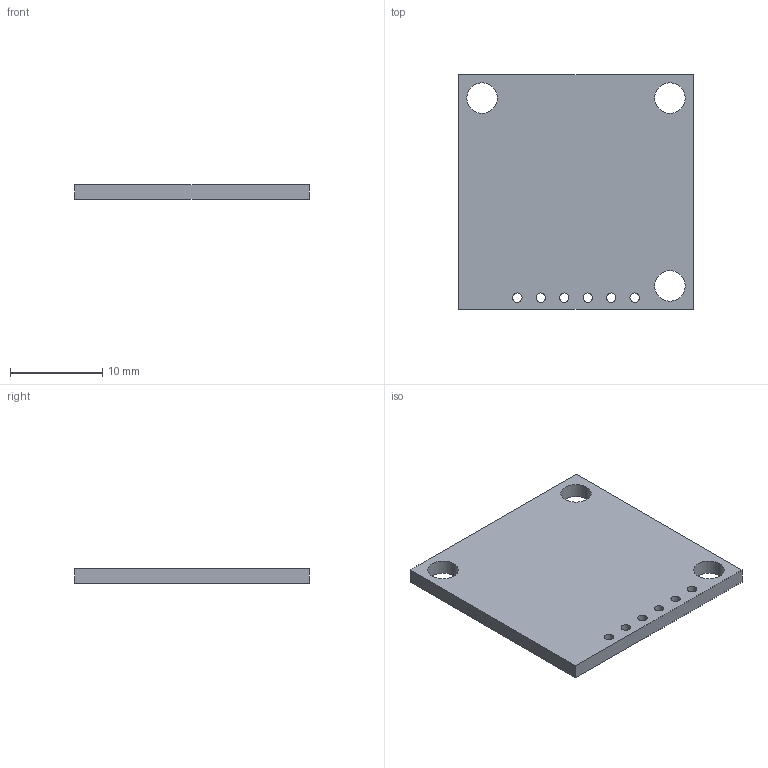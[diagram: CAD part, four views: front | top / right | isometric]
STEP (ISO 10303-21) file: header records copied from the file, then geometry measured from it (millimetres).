
FILE_DESCRIPTION(('KiCad electronic assembly'),'2;1');
FILE_NAME('kicadBoard.step','2022-11-07T14:28:24',('Pcbnew'),('Kicad'), 'Open CASCADE STEP processor 7.6','KiCad to STEP converter','Unknown' );
FILE_SCHEMA(('AUTOMOTIVE_DESIGN { 1 0 10303 214 1 1 1 1 }'));
Length unit declared in the file: millimetre
Products named in the file (2): kicadBoard 1; _autosave-kicadBoard PCB
Assembly tree (1 placements, depth 2):
  kicadBoard 1
    _autosave-kicadBoard PCB
Bounding box: 25.4 x 25.4 x 1.6 mm (x, y, z)
Volume: 983.4 mm3; surface area: 1472.2 mm2
Topology: 1 solids, 1 shells, 15 faces, 39 edges, 26 vertices
Faces by surface type: cylinder 9, plane 6
Full cylindrical faces by diameter (mm): 1.016 x6, 3.302 x3
Entity records: 1115 total; most frequent: CARTESIAN_POINT 268, DIRECTION 151, LINE 81, VECTOR 81, ORIENTED_EDGE 78, PCURVE 78, DEFINITIONAL_REPRESENTATION 78, EDGE_CURVE 39
